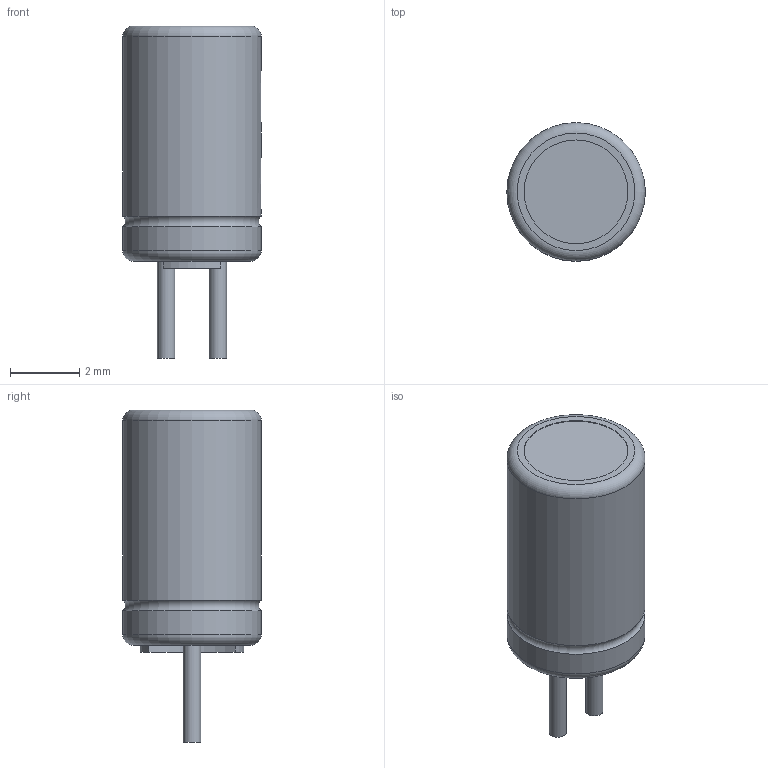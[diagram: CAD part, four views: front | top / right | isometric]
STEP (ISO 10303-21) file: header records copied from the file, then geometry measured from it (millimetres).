
FILE_DESCRIPTION(('FreeCAD Model'),'2;1');
FILE_NAME('Capacitor-Electrolytic-4x7.step','2018-04-24T13:57:10',('Author'),(''), 'Open CASCADE STEP processor 7.2','FreeCAD','Unknown');
FILE_SCHEMA(('AUTOMOTIVE_DESIGN { 1 0 10303 214 1 1 1 1 }'));
Length unit declared in the file: millimetre
Products named in the file (5): Pad001; Cut; Pad003; Pad; Clone_(Mirror_#1)
Bounding box: 4 x 4 x 9.6 mm (x, y, z)
Volume: 86.5 mm3; surface area: 143.7 mm2
Topology: 5 solids, 5 shells, 32 faces, 56 edges, 36 vertices
Faces by surface type: plane 18, cylinder 11, torus 3
Full cylindrical faces by diameter (mm): 0.5 x2, 3 x2, 3.3 x1, 4 x2
Entity records: 988 total; most frequent: DIRECTION 157, CARTESIAN_POINT 125, ORIENTED_EDGE 112, AXIS2_PLACEMENT_3D 68, EDGE_CURVE 56, VERTEX_POINT 36, CIRCLE 35, FACE_BOUND 34
